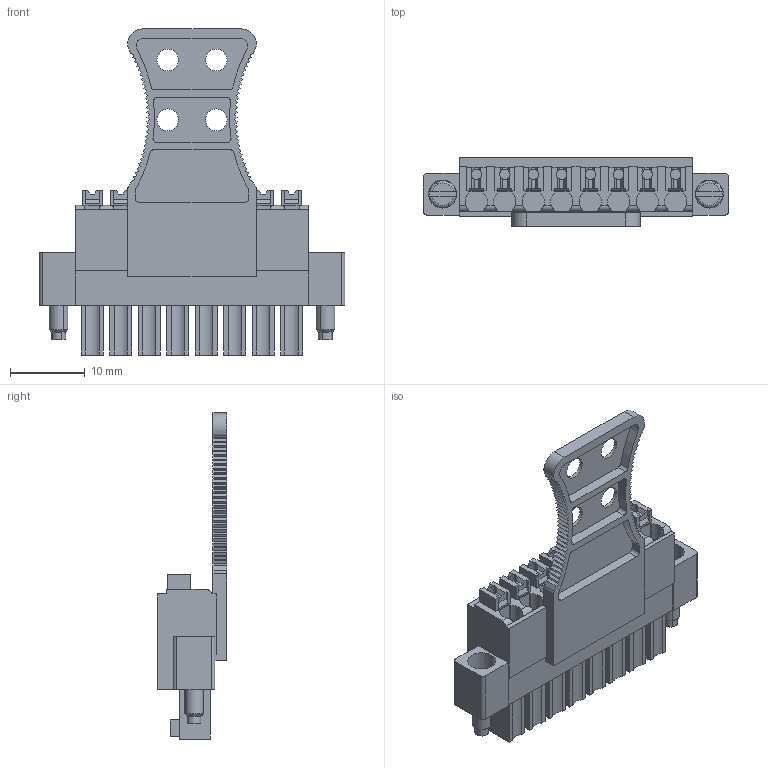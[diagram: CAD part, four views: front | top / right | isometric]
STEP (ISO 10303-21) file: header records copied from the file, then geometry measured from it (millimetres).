
FILE_DESCRIPTION(('CATIA V5 STEP Exchange','CAx-IF Rec.Pracs.--- Model Styling and Organization---1.2---2011-12-15'),'2;1');
FILE_NAME ('D1450039_0', '2018-09-11T12:53:46+00:00', ('none'), ('Weidmueller'), 'CATIA Version 5-6 Release 2014', 'CATIA V5 STEP AP214', 'none');
FILE_SCHEMA(('AUTOMOTIVE_DESIGN { 1 0 10303 214 1 1 1 1 }'));
Length unit declared in the file: millimetre
Products named in the file (1): 1236000000
Bounding box: 40.87 x 9.3 x 43.6 mm (x, y, z)
Volume: 4585.8 mm3; surface area: 4907.8 mm2
Topology: 12 solids, 12 shells, 647 faces, 1744 edges, 1154 vertices
Faces by surface type: plane 503, cylinder 108, cone 24, torus 12
Entity records: 18729 total; most frequent: CARTESIAN_POINT 3588, ORIENTED_EDGE 3488, DIRECTION 2452, EDGE_CURVE 1744, VECTOR 1356, LINE 1356, VERTEX_POINT 1154, AXIS2_PLACEMENT_3D 710
